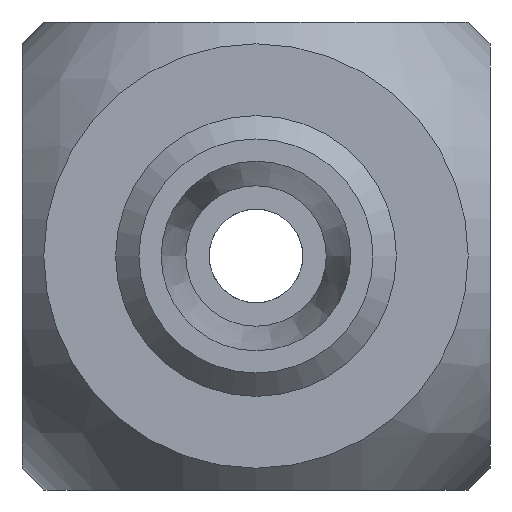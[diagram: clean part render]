
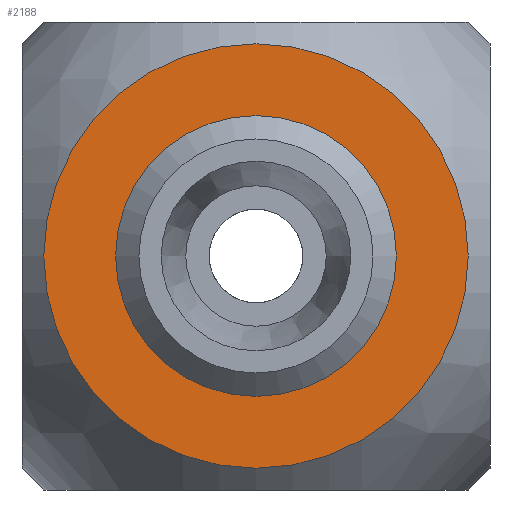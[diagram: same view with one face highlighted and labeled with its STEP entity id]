
A CAD part, left-side view. The second image highlights one B-rep face of the part: STEP entity #2188.
In plain terms, the highlighted planar face has unit normal (-1, 0, 0).
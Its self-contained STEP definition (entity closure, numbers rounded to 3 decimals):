
#2154=CARTESIAN_POINT('',(-10.,0.,5.85));
#2155=VERTEX_POINT('',#2154);
#2156=CARTESIAN_POINT('',(-10.,0.,0.0));
#2157=DIRECTION('',(-1.0,0.0,0.0));
#2158=DIRECTION('',(0.0,0.0,-1.0));
#2159=AXIS2_PLACEMENT_3D('',#2156,#2157,#2158);
#2160=CIRCLE('',#2159,5.85);
#2161=EDGE_CURVE('',#2155,#2155,#2160,.T.);
#2169=CARTESIAN_POINT('',(-10.,-10.0,0.0));
#2170=DIRECTION('',(-1.0,0.0,0.0));
#2171=DIRECTION('',(0.0,0.0,1.0));
#2172=AXIS2_PLACEMENT_3D('',#2169,#2170,#2171);
#2173=PLANE('',#2172);
#2174=CARTESIAN_POINT('',(-10.,0.,9.069));
#2175=VERTEX_POINT('',#2174);
#2176=CARTESIAN_POINT('',(-10.,0.,0.0));
#2177=DIRECTION('',(-1.0,0.0,0.0));
#2178=DIRECTION('',(0.0,0.0,-1.0));
#2179=AXIS2_PLACEMENT_3D('',#2176,#2177,#2178);
#2180=CIRCLE('',#2179,9.069);
#2181=EDGE_CURVE('',#2175,#2175,#2180,.T.);
#2182=ORIENTED_EDGE('',*,*,#2181,.T.);
#2183=EDGE_LOOP('',(#2182));
#2184=FACE_OUTER_BOUND('',#2183,.T.);
#2185=ORIENTED_EDGE('',*,*,#2161,.F.);
#2186=EDGE_LOOP('',(#2185));
#2187=FACE_BOUND('',#2186,.T.);
#2188=ADVANCED_FACE('',(#2184,#2187),#2173,.T.);
